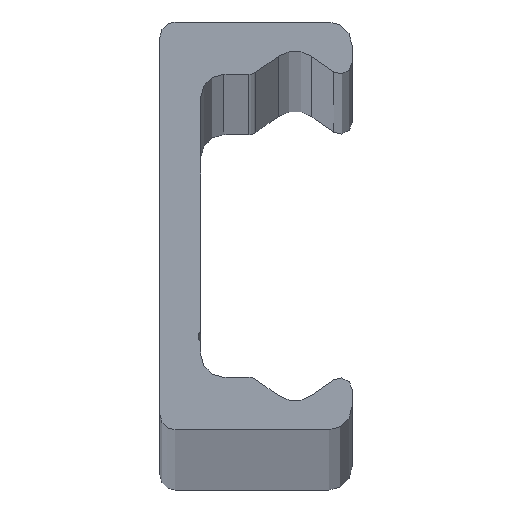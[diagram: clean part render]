
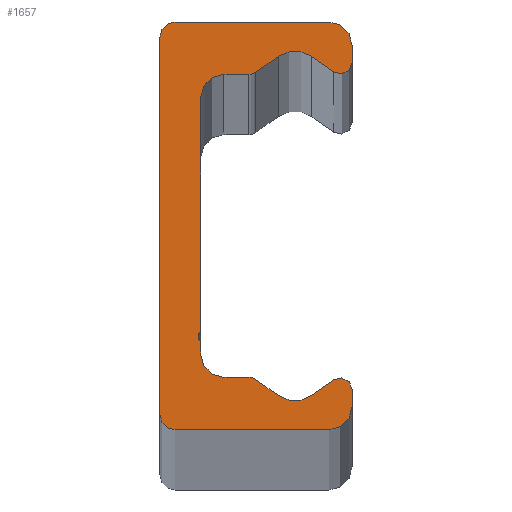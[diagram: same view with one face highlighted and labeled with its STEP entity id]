
A CAD part, top view. The second image highlights one B-rep face of the part: STEP entity #1657.
In plain terms, the highlighted planar face has unit normal (0, 0, 1).
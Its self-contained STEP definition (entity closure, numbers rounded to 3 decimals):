
#34=VECTOR('',#2269,1.);
#39=VECTOR('',#2281,1.);
#43=VECTOR('',#2292,1.);
#47=VECTOR('',#2303,1.);
#51=VECTOR('',#2314,1.);
#55=VECTOR('',#2325,1.);
#59=VECTOR('',#2336,1.);
#63=VECTOR('',#2347,1.);
#67=VECTOR('',#2358,1.);
#71=VECTOR('',#2369,1.);
#75=VECTOR('',#2380,1.);
#79=VECTOR('',#2391,1.);
#83=VECTOR('',#2402,1.);
#86=LINE('',#2710,#34);
#91=LINE('',#2725,#39);
#95=LINE('',#2737,#43);
#99=LINE('',#2749,#47);
#103=LINE('',#2761,#51);
#107=LINE('',#2773,#55);
#111=LINE('',#2785,#59);
#115=LINE('',#2797,#63);
#119=LINE('',#2809,#67);
#123=LINE('',#2821,#71);
#127=LINE('',#2833,#75);
#131=LINE('',#2845,#79);
#135=LINE('',#2857,#83);
#151=PLANE('',#1896);
#301=VERTEX_POINT('',#2711);
#302=VERTEX_POINT('',#2712);
#305=VERTEX_POINT('',#2720);
#307=VERTEX_POINT('',#2726);
#309=VERTEX_POINT('',#2732);
#311=VERTEX_POINT('',#2738);
#313=VERTEX_POINT('',#2744);
#315=VERTEX_POINT('',#2750);
#317=VERTEX_POINT('',#2756);
#319=VERTEX_POINT('',#2762);
#321=VERTEX_POINT('',#2768);
#323=VERTEX_POINT('',#2774);
#325=VERTEX_POINT('',#2780);
#327=VERTEX_POINT('',#2786);
#329=VERTEX_POINT('',#2792);
#331=VERTEX_POINT('',#2798);
#333=VERTEX_POINT('',#2804);
#335=VERTEX_POINT('',#2810);
#337=VERTEX_POINT('',#2816);
#339=VERTEX_POINT('',#2822);
#341=VERTEX_POINT('',#2828);
#343=VERTEX_POINT('',#2834);
#345=VERTEX_POINT('',#2840);
#347=VERTEX_POINT('',#2846);
#349=VERTEX_POINT('',#2852);
#351=VERTEX_POINT('',#2858);
#464=CIRCLE('',#1846,2.);
#466=CIRCLE('',#1850,1.);
#468=CIRCLE('',#1854,2.5);
#470=CIRCLE('',#1858,1.);
#472=CIRCLE('',#1862,2.);
#474=CIRCLE('',#1866,0.5);
#476=CIRCLE('',#1870,2.);
#478=CIRCLE('',#1874,1.);
#480=CIRCLE('',#1878,2.5);
#482=CIRCLE('',#1882,1.);
#484=CIRCLE('',#1886,2.);
#486=CIRCLE('',#1890,1.3);
#488=CIRCLE('',#1894,1.3);
#601=EDGE_CURVE('',#301,#302,#86,.T.);
#605=EDGE_CURVE('',#302,#305,#464,.T.);
#608=EDGE_CURVE('',#305,#307,#91,.T.);
#611=EDGE_CURVE('',#307,#309,#466,.T.);
#614=EDGE_CURVE('',#309,#311,#95,.T.);
#617=EDGE_CURVE('',#311,#313,#468,.T.);
#620=EDGE_CURVE('',#313,#315,#99,.T.);
#623=EDGE_CURVE('',#315,#317,#470,.T.);
#626=EDGE_CURVE('',#317,#319,#103,.T.);
#629=EDGE_CURVE('',#319,#321,#472,.T.);
#632=EDGE_CURVE('',#321,#323,#107,.T.);
#635=EDGE_CURVE('',#323,#325,#474,.T.);
#638=EDGE_CURVE('',#325,#327,#111,.T.);
#641=EDGE_CURVE('',#327,#329,#476,.T.);
#644=EDGE_CURVE('',#329,#331,#115,.T.);
#647=EDGE_CURVE('',#331,#333,#478,.T.);
#650=EDGE_CURVE('',#333,#335,#119,.T.);
#653=EDGE_CURVE('',#335,#337,#480,.T.);
#656=EDGE_CURVE('',#337,#339,#123,.T.);
#659=EDGE_CURVE('',#339,#341,#482,.T.);
#662=EDGE_CURVE('',#341,#343,#127,.T.);
#665=EDGE_CURVE('',#343,#345,#484,.T.);
#668=EDGE_CURVE('',#345,#347,#131,.T.);
#671=EDGE_CURVE('',#347,#349,#486,.T.);
#674=EDGE_CURVE('',#349,#351,#135,.T.);
#677=EDGE_CURVE('',#351,#301,#488,.T.);
#1005=ORIENTED_EDGE('',*,*,#601,.F.);
#1006=ORIENTED_EDGE('',*,*,#677,.F.);
#1007=ORIENTED_EDGE('',*,*,#674,.F.);
#1008=ORIENTED_EDGE('',*,*,#671,.F.);
#1009=ORIENTED_EDGE('',*,*,#668,.F.);
#1010=ORIENTED_EDGE('',*,*,#665,.F.);
#1011=ORIENTED_EDGE('',*,*,#662,.F.);
#1012=ORIENTED_EDGE('',*,*,#659,.F.);
#1013=ORIENTED_EDGE('',*,*,#656,.F.);
#1014=ORIENTED_EDGE('',*,*,#653,.F.);
#1015=ORIENTED_EDGE('',*,*,#650,.F.);
#1016=ORIENTED_EDGE('',*,*,#647,.F.);
#1017=ORIENTED_EDGE('',*,*,#644,.F.);
#1018=ORIENTED_EDGE('',*,*,#641,.F.);
#1019=ORIENTED_EDGE('',*,*,#638,.F.);
#1020=ORIENTED_EDGE('',*,*,#635,.F.);
#1021=ORIENTED_EDGE('',*,*,#632,.F.);
#1022=ORIENTED_EDGE('',*,*,#629,.F.);
#1023=ORIENTED_EDGE('',*,*,#626,.F.);
#1024=ORIENTED_EDGE('',*,*,#623,.F.);
#1025=ORIENTED_EDGE('',*,*,#620,.F.);
#1026=ORIENTED_EDGE('',*,*,#617,.F.);
#1027=ORIENTED_EDGE('',*,*,#614,.F.);
#1028=ORIENTED_EDGE('',*,*,#611,.F.);
#1029=ORIENTED_EDGE('',*,*,#608,.F.);
#1030=ORIENTED_EDGE('',*,*,#605,.F.);
#1305=EDGE_LOOP('',(#1005,#1006,#1007,#1008,#1009,#1010,#1011,#1012,#1013,
#1014,#1015,#1016,#1017,#1018,#1019,#1020,#1021,#1022,#1023,#1024,#1025,
#1026,#1027,#1028,#1029,#1030));
#1555=FACE_BOUND('',#1305,.T.);
#1657=ADVANCED_FACE('',(#1555),#151,.T.);
#1846=AXIS2_PLACEMENT_3D('',#2719,#2275,#2276);
#1850=AXIS2_PLACEMENT_3D('',#2731,#2286,#2287);
#1854=AXIS2_PLACEMENT_3D('',#2743,#2297,#2298);
#1858=AXIS2_PLACEMENT_3D('',#2755,#2308,#2309);
#1862=AXIS2_PLACEMENT_3D('',#2767,#2319,#2320);
#1866=AXIS2_PLACEMENT_3D('',#2779,#2330,#2331);
#1870=AXIS2_PLACEMENT_3D('',#2791,#2341,#2342);
#1874=AXIS2_PLACEMENT_3D('',#2803,#2352,#2353);
#1878=AXIS2_PLACEMENT_3D('',#2815,#2363,#2364);
#1882=AXIS2_PLACEMENT_3D('',#2827,#2374,#2375);
#1886=AXIS2_PLACEMENT_3D('',#2839,#2385,#2386);
#1890=AXIS2_PLACEMENT_3D('',#2851,#2396,#2397);
#1894=AXIS2_PLACEMENT_3D('',#2863,#2407,#2408);
#1896=AXIS2_PLACEMENT_3D('',#2865,#2411,$);
#2269=DIRECTION('',(1.,0.,0.));
#2275=DIRECTION('',(0.,0.,-1.));
#2276=DIRECTION('',(2.,0.,0.));
#2281=DIRECTION('',(0.,-1.,0.));
#2286=DIRECTION('',(0.,0.,-1.));
#2287=DIRECTION('',(1.,0.,0.));
#2292=DIRECTION('',(-0.819,0.574,0.));
#2297=DIRECTION('',(0.,0.,1.));
#2298=DIRECTION('',(2.5,0.,0.));
#2303=DIRECTION('',(-0.819,-0.574,0.));
#2308=DIRECTION('',(0.,0.,-1.));
#2309=DIRECTION('',(1.,0.,0.));
#2314=DIRECTION('',(-1.,0.,0.));
#2319=DIRECTION('',(0.,0.,1.));
#2320=DIRECTION('',(2.,0.,0.));
#2325=DIRECTION('',(0.,-1.,0.));
#2330=DIRECTION('',(0.,0.,1.));
#2331=DIRECTION('',(0.5,0.,0.));
#2336=DIRECTION('',(0.,-1.,0.));
#2341=DIRECTION('',(0.,0.,1.));
#2342=DIRECTION('',(2.,0.,0.));
#2347=DIRECTION('',(1.,0.,0.));
#2352=DIRECTION('',(0.,0.,-1.));
#2353=DIRECTION('',(1.,0.,0.));
#2358=DIRECTION('',(0.819,-0.574,0.));
#2363=DIRECTION('',(0.,0.,1.));
#2364=DIRECTION('',(2.5,0.,0.));
#2369=DIRECTION('',(0.819,0.574,0.));
#2374=DIRECTION('',(0.,0.,-1.));
#2375=DIRECTION('',(1.,0.,0.));
#2380=DIRECTION('',(0.,-1.,0.));
#2385=DIRECTION('',(0.,0.,-1.));
#2386=DIRECTION('',(2.,0.,0.));
#2391=DIRECTION('',(-1.,0.,0.));
#2396=DIRECTION('',(0.,0.,-1.));
#2397=DIRECTION('',(1.3,0.,0.));
#2402=DIRECTION('',(0.,1.,0.));
#2407=DIRECTION('',(0.,0.,-1.));
#2408=DIRECTION('',(1.3,0.,0.));
#2411=DIRECTION('',(0.,0.,1.));
#2710=CARTESIAN_POINT('',(14.5,17.5,2960.));
#2711=CARTESIAN_POINT('',(1.3,17.5,2960.));
#2712=CARTESIAN_POINT('',(14.5,17.5,2960.));
#2719=CARTESIAN_POINT('',(14.5,15.5,2960.));
#2720=CARTESIAN_POINT('',(16.5,15.5,2960.));
#2725=CARTESIAN_POINT('',(16.5,14.042,2960.));
#2726=CARTESIAN_POINT('',(16.5,14.042,2960.));
#2731=CARTESIAN_POINT('',(15.5,14.042,2960.));
#2732=CARTESIAN_POINT('',(14.926,13.223,2960.));
#2737=CARTESIAN_POINT('',(13.034,14.548,2960.));
#2738=CARTESIAN_POINT('',(13.034,14.548,2960.));
#2743=CARTESIAN_POINT('',(11.6,12.5,2960.));
#2744=CARTESIAN_POINT('',(10.166,14.548,2960.));
#2749=CARTESIAN_POINT('',(8.214,13.181,2960.));
#2750=CARTESIAN_POINT('',(8.214,13.181,2960.));
#2755=CARTESIAN_POINT('',(7.64,14.,2960.));
#2756=CARTESIAN_POINT('',(7.64,13.,2960.));
#2761=CARTESIAN_POINT('',(5.5,13.,2960.));
#2762=CARTESIAN_POINT('',(5.5,13.,2960.));
#2767=CARTESIAN_POINT('',(5.5,11.,2960.));
#2768=CARTESIAN_POINT('',(3.5,11.,2960.));
#2773=CARTESIAN_POINT('',(3.5,-9.067,2960.));
#2774=CARTESIAN_POINT('',(3.5,-9.067,2960.));
#2779=CARTESIAN_POINT('',(3.75,-9.5,2960.));
#2780=CARTESIAN_POINT('',(3.5,-9.933,2960.));
#2785=CARTESIAN_POINT('',(3.5,-11.,2960.));
#2786=CARTESIAN_POINT('',(3.5,-11.,2960.));
#2791=CARTESIAN_POINT('',(5.5,-11.,2960.));
#2792=CARTESIAN_POINT('',(5.5,-13.,2960.));
#2797=CARTESIAN_POINT('',(7.64,-13.,2960.));
#2798=CARTESIAN_POINT('',(7.64,-13.,2960.));
#2803=CARTESIAN_POINT('',(7.64,-14.,2960.));
#2804=CARTESIAN_POINT('',(8.214,-13.181,2960.));
#2809=CARTESIAN_POINT('',(10.166,-14.548,2960.));
#2810=CARTESIAN_POINT('',(10.166,-14.548,2960.));
#2815=CARTESIAN_POINT('',(11.6,-12.5,2960.));
#2816=CARTESIAN_POINT('',(13.034,-14.548,2960.));
#2821=CARTESIAN_POINT('',(14.926,-13.223,2960.));
#2822=CARTESIAN_POINT('',(14.926,-13.223,2960.));
#2827=CARTESIAN_POINT('',(15.5,-14.042,2960.));
#2828=CARTESIAN_POINT('',(16.5,-14.042,2960.));
#2833=CARTESIAN_POINT('',(16.5,-15.5,2960.));
#2834=CARTESIAN_POINT('',(16.5,-15.5,2960.));
#2839=CARTESIAN_POINT('',(14.5,-15.5,2960.));
#2840=CARTESIAN_POINT('',(14.5,-17.5,2960.));
#2845=CARTESIAN_POINT('',(1.3,-17.5,2960.));
#2846=CARTESIAN_POINT('',(1.3,-17.5,2960.));
#2851=CARTESIAN_POINT('',(1.3,-16.2,2960.));
#2852=CARTESIAN_POINT('',(0.,-16.2,2960.));
#2857=CARTESIAN_POINT('',(0.,16.2,2960.));
#2858=CARTESIAN_POINT('',(0.,16.2,2960.));
#2863=CARTESIAN_POINT('',(1.3,16.2,2960.));
#2865=CARTESIAN_POINT('',(5.942,-0.014,2960.));
